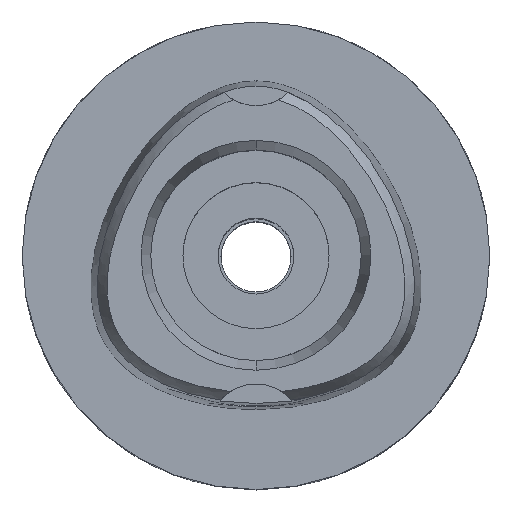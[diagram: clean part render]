
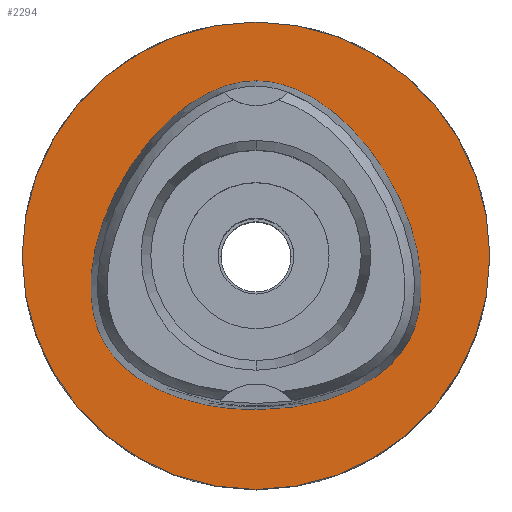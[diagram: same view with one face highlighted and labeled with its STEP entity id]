
A CAD part, top view. The second image highlights one B-rep face of the part: STEP entity #2294.
In plain terms, the highlighted planar face has unit normal (0, 0, 1).
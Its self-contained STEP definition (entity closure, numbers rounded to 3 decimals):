
#293=CARTESIAN_POINT('',(0.,0.,0.));
#294=DIRECTION('',(0.,0.,-1.));
#295=DIRECTION('',(0.,-1.,0.));
#296=AXIS2_PLACEMENT_3D('',#293,#294,#295);
#301=CARTESIAN_POINT('',(0.,0.,0.));
#302=DIRECTION('',(0.,0.,-1.));
#303=DIRECTION('',(0.,1.,0.));
#304=AXIS2_PLACEMENT_3D('',#301,#302,#303);
#309=CARTESIAN_POINT('',(0.,-13.163,
0.));
#310=CARTESIAN_POINT('',(0.603,-13.163,
0.));
#311=CARTESIAN_POINT('',(1.787,-13.116,
0.));
#312=CARTESIAN_POINT('',(3.522,-12.909,
0.));
#313=CARTESIAN_POINT('',(5.139,-12.583,
0.));
#314=CARTESIAN_POINT('',(6.61,-12.158,0.));
#315=CARTESIAN_POINT('',(7.915,-11.659,0.));
#316=CARTESIAN_POINT('',(9.055,-11.106,0.));
#317=CARTESIAN_POINT('',(10.038,-10.514,0.));
#318=CARTESIAN_POINT('',(10.877,-9.897,0.));
#319=CARTESIAN_POINT('',(11.589,-9.26,0.));
#320=CARTESIAN_POINT('',(12.19,-8.606,0.));
#321=CARTESIAN_POINT('',(12.686,-7.943,0.));
#322=CARTESIAN_POINT('',(13.1,-7.255,0.));
#323=CARTESIAN_POINT('',(13.446,-6.515,0.));
#324=CARTESIAN_POINT('',(13.733,-5.697,0.));
#325=CARTESIAN_POINT('',(13.953,-4.793,0.));
#326=CARTESIAN_POINT('',(14.096,-3.791,0.));
#327=CARTESIAN_POINT('',(14.15,-2.682,0.));
#328=CARTESIAN_POINT('',(14.098,-1.457,0.));
#329=CARTESIAN_POINT('',(13.923,-0.114,0.));
#330=CARTESIAN_POINT('',(13.605,1.339,0.));
#331=CARTESIAN_POINT('',(13.132,2.882,0.));
#332=CARTESIAN_POINT('',(12.497,4.478,0.));
#333=CARTESIAN_POINT('',(11.709,6.077,0.));
#334=CARTESIAN_POINT('',(10.789,7.621,0.));
#335=CARTESIAN_POINT('',(9.769,9.062,0.));
#336=CARTESIAN_POINT('',(8.688,10.356,0.));
#337=CARTESIAN_POINT('',(7.585,11.476,0.));
#338=CARTESIAN_POINT('',(6.492,12.415,0.));
#339=CARTESIAN_POINT('',(5.429,13.18,0.));
#340=CARTESIAN_POINT('',(4.41,13.784,0.));
#341=CARTESIAN_POINT('',(3.44,14.245,0.));
#342=CARTESIAN_POINT('',(2.517,14.581,
0.));
#343=CARTESIAN_POINT('',(1.639,14.807,0.));
#344=CARTESIAN_POINT('',(0.801,14.936,
0.));
#345=CARTESIAN_POINT('',(0.263,14.963,
0.));
#346=CARTESIAN_POINT('',(0.,14.963,
0.));
#351=CARTESIAN_POINT('',(0.,14.963,
0.));
#352=CARTESIAN_POINT('',(-0.263,14.963,
0.));
#353=CARTESIAN_POINT('',(-0.801,14.936,
0.));
#354=CARTESIAN_POINT('',(-1.639,14.807,
0.));
#355=CARTESIAN_POINT('',(-2.517,14.581,
0.));
#356=CARTESIAN_POINT('',(-3.44,14.245,0.));
#357=CARTESIAN_POINT('',(-4.411,13.784,0.));
#358=CARTESIAN_POINT('',(-5.43,13.179,0.));
#359=CARTESIAN_POINT('',(-6.493,12.414,0.));
#360=CARTESIAN_POINT('',(-7.587,11.474,0.));
#361=CARTESIAN_POINT('',(-8.69,10.354,0.));
#362=CARTESIAN_POINT('',(-9.771,9.06,0.));
#363=CARTESIAN_POINT('',(-10.791,7.619,0.));
#364=CARTESIAN_POINT('',(-11.711,6.074,0.));
#365=CARTESIAN_POINT('',(-12.499,4.476,0.));
#366=CARTESIAN_POINT('',(-13.133,2.879,0.));
#367=CARTESIAN_POINT('',(-13.606,1.337,0.));
#368=CARTESIAN_POINT('',(-13.923,-0.116,0.));
#369=CARTESIAN_POINT('',(-14.098,-1.458,0.));
#370=CARTESIAN_POINT('',(-14.15,-2.683,0.));
#371=CARTESIAN_POINT('',(-14.096,-3.792,0.));
#372=CARTESIAN_POINT('',(-13.953,-4.793,0.));
#373=CARTESIAN_POINT('',(-13.733,-5.697,0.));
#374=CARTESIAN_POINT('',(-13.446,-6.516,0.));
#375=CARTESIAN_POINT('',(-13.1,-7.255,0.));
#376=CARTESIAN_POINT('',(-12.688,-7.941,0.));
#377=CARTESIAN_POINT('',(-12.191,-8.604,0.));
#378=CARTESIAN_POINT('',(-11.591,-9.258,0.));
#379=CARTESIAN_POINT('',(-10.88,-9.895,0.));
#380=CARTESIAN_POINT('',(-10.04,-10.513,0.));
#381=CARTESIAN_POINT('',(-9.057,-11.104,0.));
#382=CARTESIAN_POINT('',(-7.918,-11.658,0.));
#383=CARTESIAN_POINT('',(-6.612,-12.158,0.));
#384=CARTESIAN_POINT('',(-5.141,-12.582,
0.));
#385=CARTESIAN_POINT('',(-3.523,-12.909,
0.));
#386=CARTESIAN_POINT('',(-1.787,-13.116,
0.));
#387=CARTESIAN_POINT('',(-0.603,-13.163,
0.));
#388=CARTESIAN_POINT('',(0.,-13.163,
0.));
#1550=VERTEX_POINT('',#351);
#1551=VERTEX_POINT('',#388);
#1558=CARTESIAN_POINT('',(0.,-20.,0.));
#1559=CARTESIAN_POINT('',(0.,20.,0.));
#1560=VERTEX_POINT('',#1558);
#1561=VERTEX_POINT('',#1559);
#2278=CARTESIAN_POINT('',(0.,0.,0.));
#2279=DIRECTION('',(0.,0.,-1.));
#2280=DIRECTION('',(0.,-1.,0.));
#2281=AXIS2_PLACEMENT_3D('',#2278,#2279,#2280);
#2282=PLANE('',#2281);
#2284=ORIENTED_EDGE('',*,*,#2283,.T.);
#2286=ORIENTED_EDGE('',*,*,#2285,.T.);
#2287=EDGE_LOOP('',(#2284,#2286));
#2288=FACE_OUTER_BOUND('',#2287,.F.);
#2290=ORIENTED_EDGE('',*,*,#2289,.T.);
#2291=ORIENTED_EDGE('',*,*,#2258,.T.);
#2292=EDGE_LOOP('',(#2290,#2291));
#2293=FACE_BOUND('',#2292,.F.);
#297=CIRCLE('',#296,20.);
#305=CIRCLE('',#304,20.);
#347=B_SPLINE_CURVE_WITH_KNOTS('',3,(#309,#310,#311,#312,#313,#314,#315,#316,
#317,#318,#319,#320,#321,#322,#323,#324,#325,#326,#327,#328,#329,#330,#331,#332,
#333,#334,#335,#336,#337,#338,#339,#340,#341,#342,#343,#344,#345,#346),
.UNSPECIFIED.,.F.,.F.,(4,1,1,1,1,1,1,1,1,1,1,1,1,1,1,1,1,1,1,1,1,1,1,1,1,1,1,1,
1,1,1,1,1,1,1,4),(0.,0.029,0.057,0.086,
0.114,0.143,0.171,0.2,0.229,
0.257,0.286,0.314,0.343,
0.371,0.4,0.429,0.457,0.486,
0.514,0.543,0.571,0.6,0.629,
0.657,0.686,0.714,0.743,
0.771,0.8,0.829,0.857,0.886,
0.914,0.943,0.971,1.),.UNSPECIFIED.);
#389=B_SPLINE_CURVE_WITH_KNOTS('',3,(#351,#352,#353,#354,#355,#356,#357,#358,
#359,#360,#361,#362,#363,#364,#365,#366,#367,#368,#369,#370,#371,#372,#373,#374,
#375,#376,#377,#378,#379,#380,#381,#382,#383,#384,#385,#386,#387,#388),
.UNSPECIFIED.,.F.,.F.,(4,1,1,1,1,1,1,1,1,1,1,1,1,1,1,1,1,1,1,1,1,1,1,1,1,1,1,1,
1,1,1,1,1,1,1,4),(0.,0.029,0.057,0.086,
0.114,0.143,0.171,0.2,0.229,
0.257,0.286,0.314,0.343,
0.371,0.4,0.429,0.457,0.486,
0.514,0.543,0.571,0.6,0.629,
0.657,0.686,0.714,0.743,
0.771,0.8,0.829,0.857,0.886,
0.914,0.943,0.971,1.),.UNSPECIFIED.);
#2258=EDGE_CURVE('',#1550,#1551,#389,.T.);
#2283=EDGE_CURVE('',#1560,#1561,#297,.T.);
#2285=EDGE_CURVE('',#1561,#1560,#305,.T.);
#2289=EDGE_CURVE('',#1551,#1550,#347,.T.);
#2294=ADVANCED_FACE('',(#2288,#2293),#2282,.F.);
